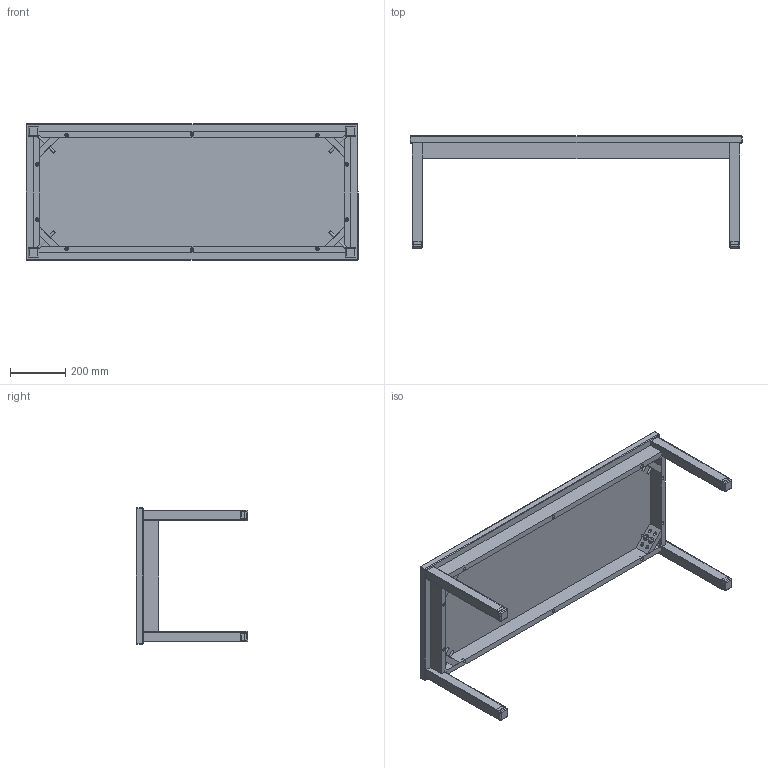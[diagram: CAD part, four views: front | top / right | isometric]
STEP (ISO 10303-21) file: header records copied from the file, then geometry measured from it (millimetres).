
FILE_DESCRIPTION(/* description */ ('APRON RAIL'),/* implementation_level */ '2;1');
FILE_NAME(/* name */ 'KOT4820.stp',/* time_stamp */ '2015-04-08T07:45:33-04:00',/* author */ ('jbosley'),/* organization */ (''),/* preprocessor_version */ 'ST-DEVELOPER v15.6',/* originating_system */ 'Autodesk Inventor 2015',/* authorisation */ '');
FILE_SCHEMA (('AUTOMOTIVE_DESIGN { 1 0 10303 214 3 1 1 }'));
Length unit declared in the file: inch
Products named in the file (9): GRT-01; GRT-02; CB 0T7; 8X1 QUAD DT; KOT4820 FRM; TOP B 2 042L; KOT 14.5 BRZ; ECM10 TFP; KOT4820 step
Bounding box: 1206.5 x 406.4 x 495.3 mm (x, y, z)
Volume: 19966505.6 mm3; surface area: 2324907.5 mm2
Topology: 33 solids, 33 shells, 752 faces, 1764 edges, 1104 vertices
Faces by surface type: plane 440, cylinder 224, cone 48, sphere 24, torus 16
Full cylindrical faces by diameter (mm): 4.166 x16, 4.762 x26, 7.938 x8, 8.179 x16, 9.525 x16, 11.112 x8, 12.7 x10, 22.225 x8
Entity records: 4975 total; most frequent: DIRECTION 890, CARTESIAN_POINT 850, ORIENTED_EDGE 688, AXIS2_PLACEMENT_3D 350, EDGE_CURVE 344, EDGE_LOOP 230, VERTEX_POINT 226, LINE 190
